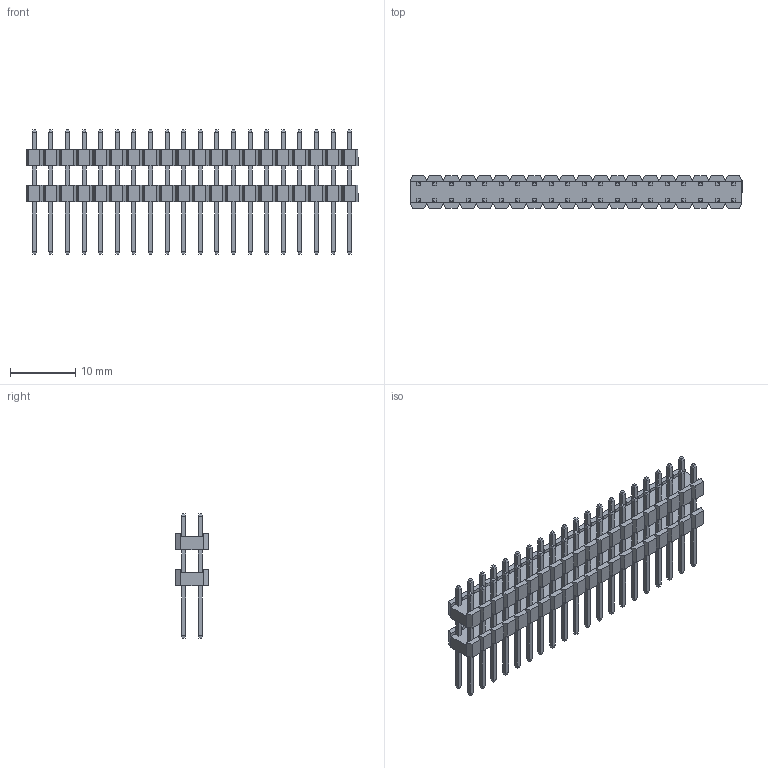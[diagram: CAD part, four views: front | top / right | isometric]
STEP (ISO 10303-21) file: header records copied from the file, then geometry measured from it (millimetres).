
FILE_DESCRIPTION (( 'STEP AP214' ), '1' );
FILE_NAME ('FPH25453-D40S1014270711B-REF.STEP', '2025-10-11T09:58:54', ( '' ), ( '' ), 'SwSTEP 2.0', 'SolidWorks 2021', '' );
FILE_SCHEMA (( 'AUTOMOTIVE_DESIGN' ));
Length unit declared in the file: millimetre
Products named in the file (1): FPH25453-D40S1014270711B-REF
Bounding box: 50.8 x 5 x 19 mm (x, y, z)
Volume: 1278.2 mm3; surface area: 3275.8 mm2
Topology: 1 solids, 1 shells, 1136 faces, 2836 edges, 1784 vertices
Faces by surface type: plane 1136
Entity records: 32870 total; most frequent: CARTESIAN_POINT 5757, ORIENTED_EDGE 5672, DIRECTION 5110, VECTOR 2836, EDGE_CURVE 2836, LINE 2836, VERTEX_POINT 1784, EDGE_LOOP 1296
